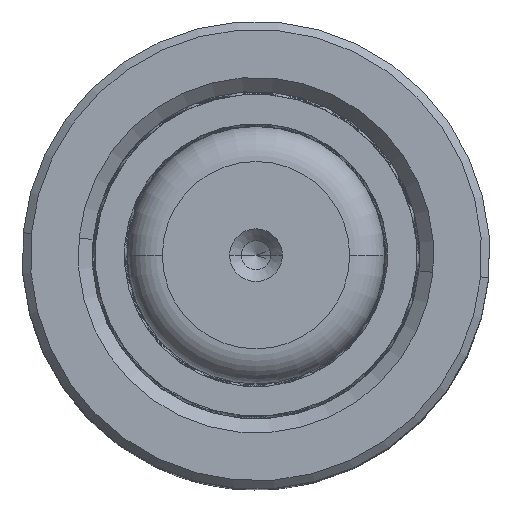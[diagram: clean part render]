
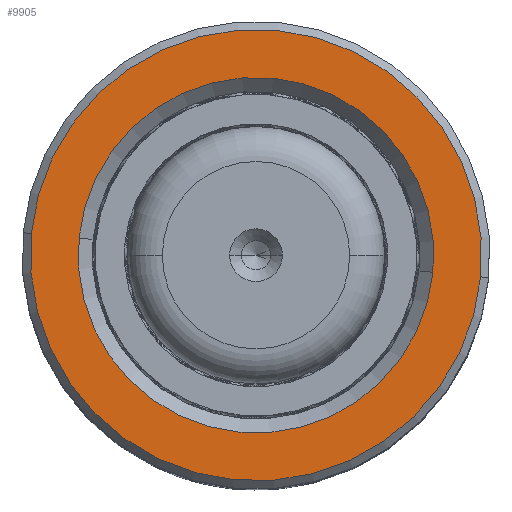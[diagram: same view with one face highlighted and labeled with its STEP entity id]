
A CAD part, top view. The second image highlights one B-rep face of the part: STEP entity #9905.
In plain terms, the highlighted planar face has unit normal (0, 0, 1).
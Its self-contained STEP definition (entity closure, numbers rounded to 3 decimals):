
#4534 = CIRCLE ( 'NONE', #39523, 15.2 ) ;
#5464 = DIRECTION ( 'NONE',  ( 1., 0., 0. ) ) ;
#5600 = CARTESIAN_POINT ( 'NONE',  ( 0., 0., 60. ) ) ;
#7173 = EDGE_CURVE ( 'NONE', #19436, #42528, #51150, .T. ) ;
#8161 = FACE_OUTER_BOUND ( 'NONE', #14698, .T. ) ;
#9905 = ADVANCED_FACE ( 'NONE', ( #8161, #14346 ), #53044, .T. ) ;
#11044 = AXIS2_PLACEMENT_3D ( 'NONE', #36384, #18683, #5464 ) ;
#11719 = AXIS2_PLACEMENT_3D ( 'NONE', #5600, #27742, #45013 ) ;
#11798 = CARTESIAN_POINT ( 'NONE',  ( 0., 0., 60. ) ) ;
#13114 = DIRECTION ( 'NONE',  ( 1., 0., 0. ) ) ;
#13900 = DIRECTION ( 'NONE',  ( 0., 0., -1. ) ) ;
#13907 = AXIS2_PLACEMENT_3D ( 'NONE', #40173, #49447, #27607 ) ;
#14346 = FACE_BOUND ( 'NONE', #33087, .T. ) ;
#14698 = EDGE_LOOP ( 'NONE', ( #48817, #15673 ) ) ;
#15673 = ORIENTED_EDGE ( 'NONE', *, *, #29388, .T. ) ;
#16061 = AXIS2_PLACEMENT_3D ( 'NONE', #11798, #42462, #43766 ) ;
#18313 = CARTESIAN_POINT ( 'NONE',  ( 0., 0., 60. ) ) ;
#18683 = DIRECTION ( 'NONE',  ( 0., 0., 1. ) ) ;
#19436 = VERTEX_POINT ( 'NONE', #50785 ) ;
#24414 = CARTESIAN_POINT ( 'NONE',  ( 19.3, 0., 60. ) ) ;
#27607 = DIRECTION ( 'NONE',  ( 1., 0., 0. ) ) ;
#27742 = DIRECTION ( 'NONE',  ( 0., 0., 1. ) ) ;
#29388 = EDGE_CURVE ( 'NONE', #42528, #19436, #51650, .T. ) ;
#33087 = EDGE_LOOP ( 'NONE', ( #40499, #55447 ) ) ;
#33271 = EDGE_CURVE ( 'NONE', #52808, #46495, #4534, .T. ) ;
#36384 = CARTESIAN_POINT ( 'NONE',  ( 0., 0., 60. ) ) ;
#39523 = AXIS2_PLACEMENT_3D ( 'NONE', #18313, #13900, #13114 ) ;
#40173 = CARTESIAN_POINT ( 'NONE',  ( 0., 0., 60. ) ) ;
#40499 = ORIENTED_EDGE ( 'NONE', *, *, #50529, .T. ) ;
#41820 = CARTESIAN_POINT ( 'NONE',  ( -15.2, 0., 60. ) ) ;
#42462 = DIRECTION ( 'NONE',  ( 0., 0., -1. ) ) ;
#42528 = VERTEX_POINT ( 'NONE', #24414 ) ;
#43766 = DIRECTION ( 'NONE',  ( 1., 0., 0. ) ) ;
#45013 = DIRECTION ( 'NONE',  ( 1., 0., 0. ) ) ;
#46495 = VERTEX_POINT ( 'NONE', #50942 ) ;
#48817 = ORIENTED_EDGE ( 'NONE', *, *, #7173, .T. ) ;
#49447 = DIRECTION ( 'NONE',  ( 0., 0., 1. ) ) ;
#50529 = EDGE_CURVE ( 'NONE', #46495, #52808, #53599, .T. ) ;
#50785 = CARTESIAN_POINT ( 'NONE',  ( -19.3, 0., 60. ) ) ;
#50942 = CARTESIAN_POINT ( 'NONE',  ( 15.2, 0., 60. ) ) ;
#51150 = CIRCLE ( 'NONE', #13907, 19.3 ) ;
#51650 = CIRCLE ( 'NONE', #11719, 19.3 ) ;
#52808 = VERTEX_POINT ( 'NONE', #41820 ) ;
#53044 = PLANE ( 'NONE',  #11044 ) ;
#53599 = CIRCLE ( 'NONE', #16061, 15.2 ) ;
#55447 = ORIENTED_EDGE ( 'NONE', *, *, #33271, .T. ) ;
